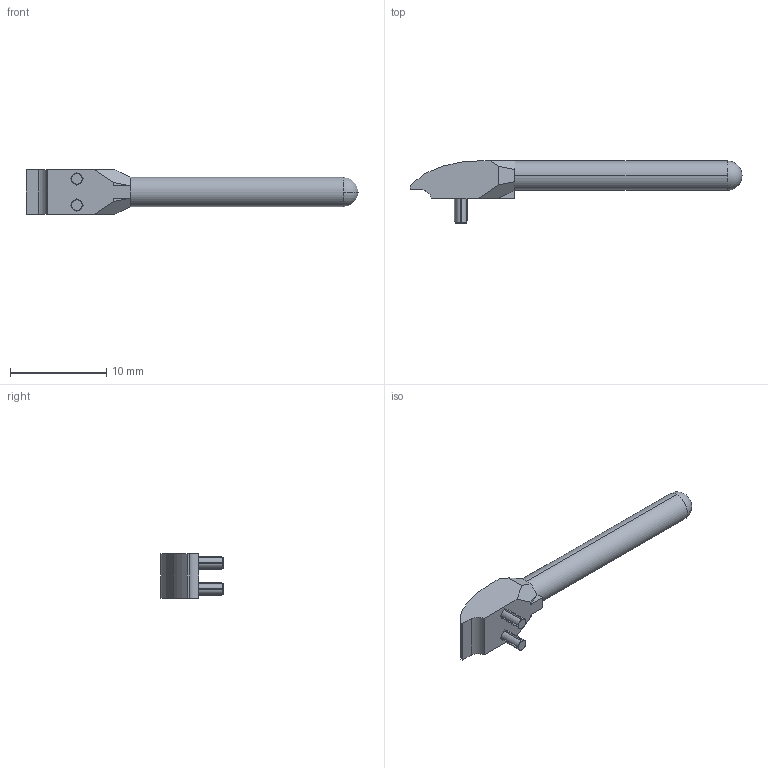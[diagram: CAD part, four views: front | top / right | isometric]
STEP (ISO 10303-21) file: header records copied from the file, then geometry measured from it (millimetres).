
FILE_DESCRIPTION (( 'STEP AP203' ), '1' );
FILE_NAME ('7511A73.STEP', '2016-06-25T00:05:14', ( '' ), ( '' ), 'SwSTEP 2.0', 'SolidWorks 2014', '' );
FILE_SCHEMA (( 'CONFIG_CONTROL_DESIGN' ));
Length unit declared in the file: inch
Products named in the file (1): 7511A73
Bounding box: 34.49 x 6.45 x 4.65 mm (x, y, z)
Volume: 327 mm3; surface area: 421.3 mm2
Topology: 1 solids, 1 shells, 57 faces, 154 edges, 100 vertices
Faces by surface type: plane 37, cylinder 14, cone 4, sphere 2
Entity records: 1865 total; most frequent: CARTESIAN_POINT 361, ORIENTED_EDGE 304, DIRECTION 287, EDGE_CURVE 152, VERTEX_POINT 100, LINE 99, VECTOR 99, AXIS2_PLACEMENT_3D 94
